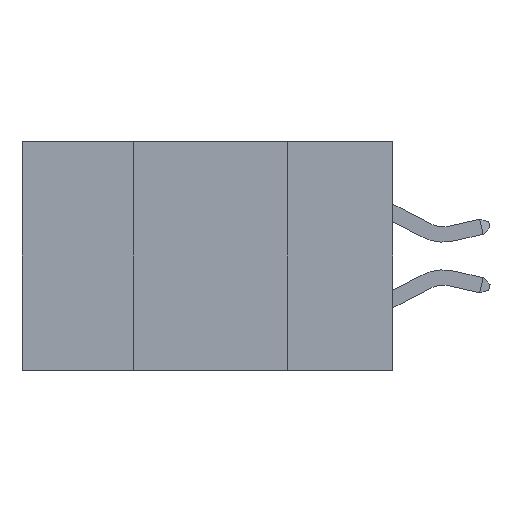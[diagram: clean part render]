
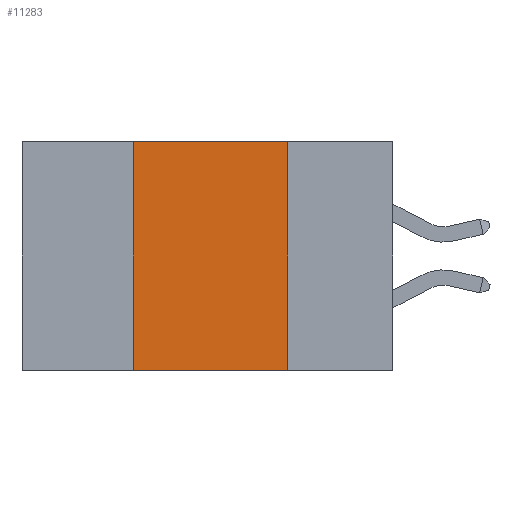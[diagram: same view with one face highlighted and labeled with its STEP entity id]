
A CAD part, left-side view. The second image highlights one B-rep face of the part: STEP entity #11283.
In plain terms, the highlighted planar face has unit normal (-1, 0, 0).
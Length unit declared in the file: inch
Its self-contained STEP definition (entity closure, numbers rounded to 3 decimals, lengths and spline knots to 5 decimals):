
#639 = LINE ( 'NONE', #3371, #21375 ) ;
#1208 = LINE ( 'NONE', #11717, #14359 ) ;
#1340 = DIRECTION ( 'NONE',  ( 0., 0., -1. ) ) ;
#1400 = DIRECTION ( 'NONE',  ( 0., 0., 1. ) ) ;
#1964 = VERTEX_POINT ( 'NONE', #8793 ) ;
#2908 = ORIENTED_EDGE ( 'NONE', *, *, #19002, .F. ) ;
#3371 = CARTESIAN_POINT ( 'NONE',  ( 0., 0.6, -0.37 ) ) ;
#4820 = VERTEX_POINT ( 'NONE', #12031 ) ;
#5557 = CARTESIAN_POINT ( 'NONE',  ( 0., 0.42, 0. ) ) ;
#5601 = CARTESIAN_POINT ( 'NONE',  ( 0., 0.6, 0. ) ) ;
#6683 = DIRECTION ( 'NONE',  ( 1., 0., 0. ) ) ;
#7907 = VERTEX_POINT ( 'NONE', #24619 ) ;
#8793 = CARTESIAN_POINT ( 'NONE',  ( 0., 0.42, -0.37 ) ) ;
#9134 = DIRECTION ( 'NONE',  ( 0., -1., 0. ) ) ;
#10044 = EDGE_CURVE ( 'NONE', #19145, #7907, #16985, .T. ) ;
#11283 = ADVANCED_FACE ( 'NONE', ( #23234 ), #12013, .F. ) ;
#11717 = CARTESIAN_POINT ( 'NONE',  ( 0., 0.42, 0. ) ) ;
#12013 = PLANE ( 'NONE',  #19450 ) ;
#12031 = CARTESIAN_POINT ( 'NONE',  ( 0., 0.17, -0.37 ) ) ;
#14062 = EDGE_CURVE ( 'NONE', #1964, #4820, #639, .T. ) ;
#14359 = VECTOR ( 'NONE', #1400, 39.37008 ) ;
#14901 = ORIENTED_EDGE ( 'NONE', *, *, #14062, .T. ) ;
#16079 = CARTESIAN_POINT ( 'NONE',  ( 0., 0.6, 0. ) ) ;
#16737 = VECTOR ( 'NONE', #1340, 39.37008 ) ;
#16985 = LINE ( 'NONE', #5601, #18246 ) ;
#17092 = EDGE_LOOP ( 'NONE', ( #2908, #21998, #23251, #14901 ) ) ;
#17618 = DIRECTION ( 'NONE',  ( 0., -1., 0. ) ) ;
#18246 = VECTOR ( 'NONE', #17618, 39.37008 ) ;
#19002 = EDGE_CURVE ( 'NONE', #7907, #4820, #22100, .T. ) ;
#19145 = VERTEX_POINT ( 'NONE', #5557 ) ;
#19450 = AXIS2_PLACEMENT_3D ( 'NONE', #16079, #6683, #22764 ) ;
#21375 = VECTOR ( 'NONE', #9134, 39.37008 ) ;
#21861 = EDGE_CURVE ( 'NONE', #1964, #19145, #1208, .T. ) ;
#21998 = ORIENTED_EDGE ( 'NONE', *, *, #10044, .F. ) ;
#22100 = LINE ( 'NONE', #23412, #16737 ) ;
#22764 = DIRECTION ( 'NONE',  ( 0., 0., -1. ) ) ;
#23234 = FACE_OUTER_BOUND ( 'NONE', #17092, .T. ) ;
#23251 = ORIENTED_EDGE ( 'NONE', *, *, #21861, .F. ) ;
#23412 = CARTESIAN_POINT ( 'NONE',  ( 0., 0.17, 0. ) ) ;
#24619 = CARTESIAN_POINT ( 'NONE',  ( 0., 0.17, 0. ) ) ;
